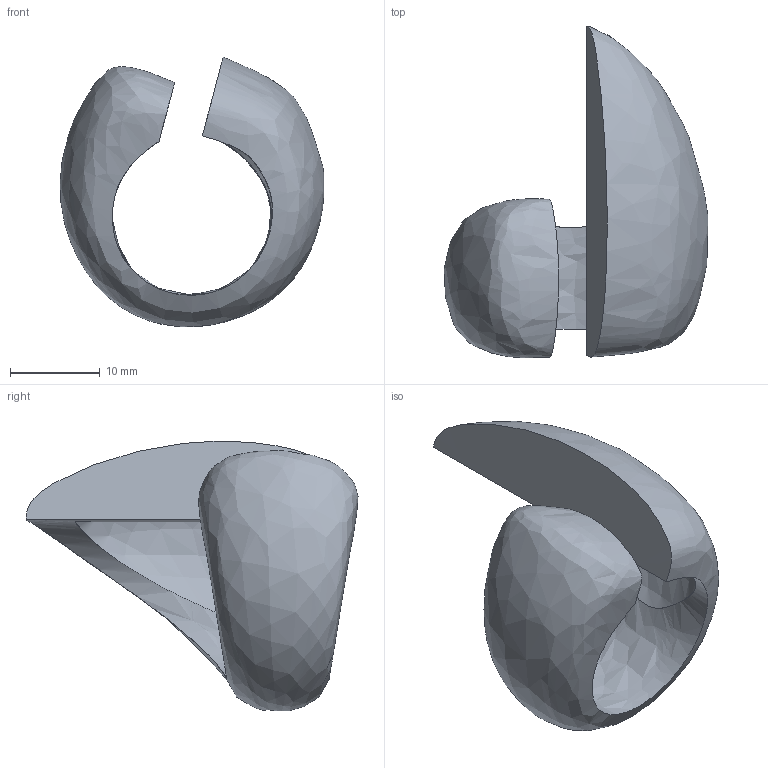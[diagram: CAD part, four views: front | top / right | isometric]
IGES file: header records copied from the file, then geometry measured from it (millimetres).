
Start section: IGES file created with solidThinking
Global section: file name: Not Specified; native system: solidThinking; preprocessor: solidThinking IGES preprocessor 1.00.0076; author: Not Specified; organization: Not Specified; date: 000222.134614; units: millimetre
Bounding box: 29.3 x 36.89 x 29.97 mm (x, y, z)
Surface area: 4007 mm2 (no closed solid volume)
Topology: 0 solids, 0 shells, 8 faces, 2782 edges, 2778 vertices
Faces by surface type: bspline 8
